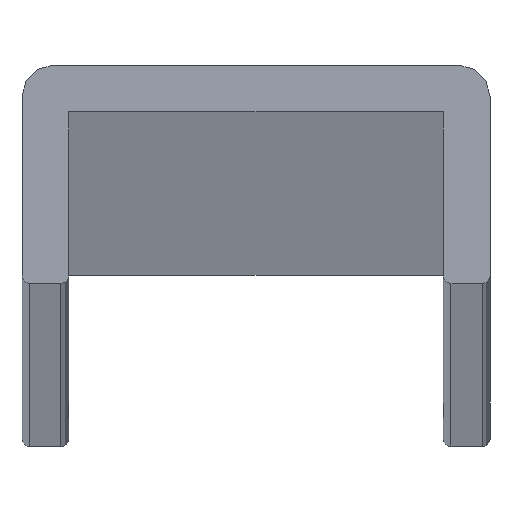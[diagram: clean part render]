
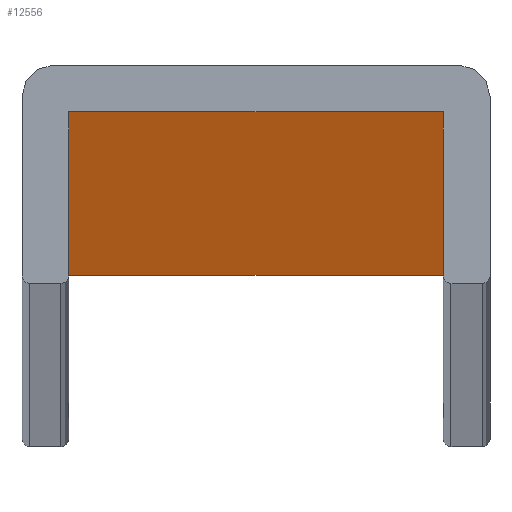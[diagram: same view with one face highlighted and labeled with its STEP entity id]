
A CAD part, top view. The second image highlights one B-rep face of the part: STEP entity #12556.
In plain terms, the highlighted planar face has unit normal (0, -1, 0).
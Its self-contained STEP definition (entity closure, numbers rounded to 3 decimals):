
#343 = CARTESIAN_POINT ( 'NONE',  ( -12., 11., 3000. ) ) ;
#521 = LINE ( 'NONE', #11677, #8146 ) ;
#1086 = AXIS2_PLACEMENT_3D ( 'NONE', #5957, #10711, #7199 ) ;
#1216 = CARTESIAN_POINT ( 'NONE',  ( 12., 11., -3000. ) ) ;
#1664 = ORIENTED_EDGE ( 'NONE', *, *, #5908, .T. ) ;
#2057 = EDGE_CURVE ( 'NONE', #11188, #5623, #521, .T. ) ;
#2281 = CARTESIAN_POINT ( 'NONE',  ( -12., 11., 3000. ) ) ;
#2345 = LINE ( 'NONE', #7522, #10120 ) ;
#2783 = EDGE_CURVE ( 'NONE', #9700, #6733, #12601, .T. ) ;
#3770 = EDGE_LOOP ( 'NONE', ( #9377, #4188, #11259, #1664 ) ) ;
#3905 = VECTOR ( 'NONE', #12343, 1000. ) ;
#4188 = ORIENTED_EDGE ( 'NONE', *, *, #13587, .F. ) ;
#4209 = CARTESIAN_POINT ( 'NONE',  ( 12., 11., 3000. ) ) ;
#4774 = PLANE ( 'NONE',  #1086 ) ;
#5623 = VERTEX_POINT ( 'NONE', #1216 ) ;
#5908 = EDGE_CURVE ( 'NONE', #9700, #11188, #8186, .T. ) ;
#5957 = CARTESIAN_POINT ( 'NONE',  ( -12., 11., 3000. ) ) ;
#6733 = VERTEX_POINT ( 'NONE', #4209 ) ;
#7115 = DIRECTION ( 'NONE',  ( 0., 0., -1. ) ) ;
#7199 = DIRECTION ( 'NONE',  ( 0., 0., 1. ) ) ;
#7522 = CARTESIAN_POINT ( 'NONE',  ( 12., 11., 3000. ) ) ;
#8146 = VECTOR ( 'NONE', #15079, 1000. ) ;
#8186 = LINE ( 'NONE', #10222, #14088 ) ;
#8416 = FACE_OUTER_BOUND ( 'NONE', #3770, .T. ) ;
#9377 = ORIENTED_EDGE ( 'NONE', *, *, #2057, .T. ) ;
#9700 = VERTEX_POINT ( 'NONE', #2281 ) ;
#9985 = CARTESIAN_POINT ( 'NONE',  ( -12., 11., -3000. ) ) ;
#10120 = VECTOR ( 'NONE', #7115, 1000. ) ;
#10222 = CARTESIAN_POINT ( 'NONE',  ( -12., 11., 3000. ) ) ;
#10711 = DIRECTION ( 'NONE',  ( 0., 1., 0. ) ) ;
#11188 = VERTEX_POINT ( 'NONE', #9985 ) ;
#11259 = ORIENTED_EDGE ( 'NONE', *, *, #2783, .F. ) ;
#11677 = CARTESIAN_POINT ( 'NONE',  ( -12., 11., -3000. ) ) ;
#12343 = DIRECTION ( 'NONE',  ( 1., 0., 0. ) ) ;
#12556 = ADVANCED_FACE ( 'NONE', ( #8416 ), #4774, .F. ) ;
#12601 = LINE ( 'NONE', #343, #3905 ) ;
#12725 = DIRECTION ( 'NONE',  ( 0., 0., -1. ) ) ;
#13587 = EDGE_CURVE ( 'NONE', #6733, #5623, #2345, .T. ) ;
#14088 = VECTOR ( 'NONE', #12725, 1000. ) ;
#15079 = DIRECTION ( 'NONE',  ( 1., 0., 0. ) ) ;
